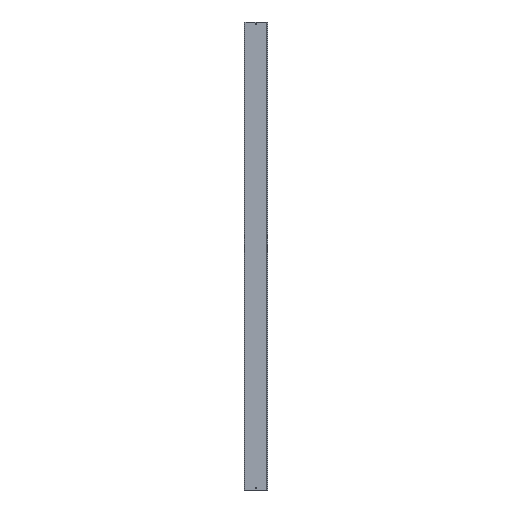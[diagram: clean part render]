
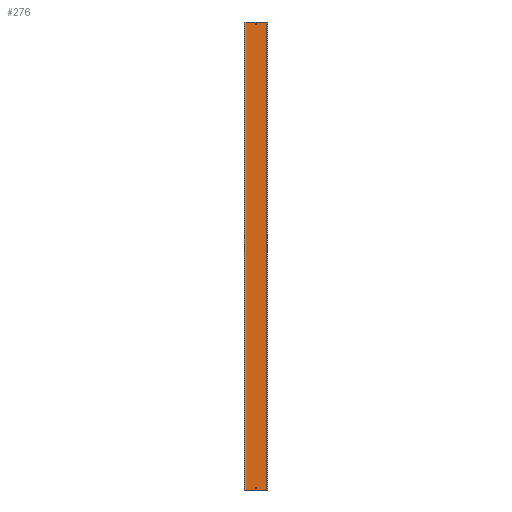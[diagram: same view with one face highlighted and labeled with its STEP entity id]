
A CAD part, front view. The second image highlights one B-rep face of the part: STEP entity #276.
In plain terms, the highlighted planar face has unit normal (0, -1, 0).
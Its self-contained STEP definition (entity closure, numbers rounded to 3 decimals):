
#22 = DIRECTION ( 'NONE',  ( 0., 0., 1. ) ) ;
#34 = VECTOR ( 'NONE', #546, 1000. ) ;
#35 = VERTEX_POINT ( 'NONE', #145 ) ;
#57 = VECTOR ( 'NONE', #449, 1000. ) ;
#61 = PLANE ( 'NONE',  #412 ) ;
#64 = CARTESIAN_POINT ( 'NONE',  ( 0., -1.5, -1486. ) ) ;
#70 = CARTESIAN_POINT ( 'NONE',  ( 0., -1.5, 1486. ) ) ;
#71 = ORIENTED_EDGE ( 'NONE', *, *, #78, .F. ) ;
#72 = DIRECTION ( 'NONE',  ( 0., 0., 1. ) ) ;
#78 = EDGE_CURVE ( 'NONE', #268, #217, #582, .T. ) ;
#88 = CARTESIAN_POINT ( 'NONE',  ( 0., -1.5, -1486. ) ) ;
#93 = ORIENTED_EDGE ( 'NONE', *, *, #447, .F. ) ;
#107 = LINE ( 'NONE', #400, #57 ) ;
#109 = CARTESIAN_POINT ( 'NONE',  ( 0., -1.5, -1488.75 ) ) ;
#111 = ORIENTED_EDGE ( 'NONE', *, *, #167, .T. ) ;
#112 = DIRECTION ( 'NONE',  ( 0., 0., -1. ) ) ;
#116 = CARTESIAN_POINT ( 'NONE',  ( -67.148, -1.5, 1500. ) ) ;
#121 = VERTEX_POINT ( 'NONE', #296 ) ;
#144 = DIRECTION ( 'NONE',  ( 0., 0., 1. ) ) ;
#145 = CARTESIAN_POINT ( 'NONE',  ( -67.148, -1.5, -1500. ) ) ;
#153 = DIRECTION ( 'NONE',  ( 0., 0., 1. ) ) ;
#162 = DIRECTION ( 'NONE',  ( 0., -1., 0. ) ) ;
#167 = EDGE_CURVE ( 'NONE', #561, #35, #434, .T. ) ;
#169 = CARTESIAN_POINT ( 'NONE',  ( -67.148, -1.5, 1500. ) ) ;
#171 = DIRECTION ( 'NONE',  ( 0., 0., 1. ) ) ;
#180 = AXIS2_PLACEMENT_3D ( 'NONE', #70, #162, #153 ) ;
#191 = ORIENTED_EDGE ( 'NONE', *, *, #411, .F. ) ;
#207 = FACE_OUTER_BOUND ( 'NONE', #418, .T. ) ;
#211 = VERTEX_POINT ( 'NONE', #109 ) ;
#217 = VERTEX_POINT ( 'NONE', #579 ) ;
#230 = ORIENTED_EDGE ( 'NONE', *, *, #247, .F. ) ;
#238 = CIRCLE ( 'NONE', #374, 2.75 ) ;
#247 = EDGE_CURVE ( 'NONE', #121, #572, #300, .T. ) ;
#255 = DIRECTION ( 'NONE',  ( 0., -1., 0. ) ) ;
#259 = EDGE_CURVE ( 'NONE', #269, #211, #238, .T. ) ;
#266 = EDGE_LOOP ( 'NONE', ( #71, #191 ) ) ;
#268 = VERTEX_POINT ( 'NONE', #583 ) ;
#269 = VERTEX_POINT ( 'NONE', #307 ) ;
#272 = CARTESIAN_POINT ( 'NONE',  ( 0., -1.5, 1486. ) ) ;
#276 = ADVANCED_FACE ( 'NONE', ( #348, #589, #207 ), #61, .F. ) ;
#293 = CARTESIAN_POINT ( 'NONE',  ( 69., -1.5, 1500. ) ) ;
#296 = CARTESIAN_POINT ( 'NONE',  ( 67.148, -1.5, 1500. ) ) ;
#298 = AXIS2_PLACEMENT_3D ( 'NONE', #88, #529, #72 ) ;
#300 = LINE ( 'NONE', #408, #313 ) ;
#307 = CARTESIAN_POINT ( 'NONE',  ( 0., -1.5, -1483.25 ) ) ;
#313 = VECTOR ( 'NONE', #112, 1000. ) ;
#320 = AXIS2_PLACEMENT_3D ( 'NONE', #272, #459, #144 ) ;
#348 = FACE_BOUND ( 'NONE', #421, .T. ) ;
#354 = CARTESIAN_POINT ( 'NONE',  ( 69., -1.5, 1500. ) ) ;
#362 = CARTESIAN_POINT ( 'NONE',  ( 67.148, -1.5, -1500. ) ) ;
#374 = AXIS2_PLACEMENT_3D ( 'NONE', #64, #255, #171 ) ;
#400 = CARTESIAN_POINT ( 'NONE',  ( 69., -1.5, -1500. ) ) ;
#408 = CARTESIAN_POINT ( 'NONE',  ( 67.148, -1.5, 1500. ) ) ;
#410 = LINE ( 'NONE', #293, #34 ) ;
#411 = EDGE_CURVE ( 'NONE', #217, #268, #578, .T. ) ;
#412 = AXIS2_PLACEMENT_3D ( 'NONE', #354, #538, #22 ) ;
#418 = EDGE_LOOP ( 'NONE', ( #452, #230, #610, #111 ) ) ;
#421 = EDGE_LOOP ( 'NONE', ( #528, #93 ) ) ;
#431 = DIRECTION ( 'NONE',  ( 0., 0., -1. ) ) ;
#434 = LINE ( 'NONE', #116, #518 ) ;
#447 = EDGE_CURVE ( 'NONE', #211, #269, #472, .T. ) ;
#449 = DIRECTION ( 'NONE',  ( 1., 0., 0. ) ) ;
#452 = ORIENTED_EDGE ( 'NONE', *, *, #474, .T. ) ;
#459 = DIRECTION ( 'NONE',  ( 0., -1., 0. ) ) ;
#472 = CIRCLE ( 'NONE', #298, 2.75 ) ;
#474 = EDGE_CURVE ( 'NONE', #35, #572, #107, .T. ) ;
#518 = VECTOR ( 'NONE', #431, 1000. ) ;
#528 = ORIENTED_EDGE ( 'NONE', *, *, #259, .F. ) ;
#529 = DIRECTION ( 'NONE',  ( 0., -1., 0. ) ) ;
#538 = DIRECTION ( 'NONE',  ( 0., 1., 0. ) ) ;
#546 = DIRECTION ( 'NONE',  ( 1., 0., 0. ) ) ;
#561 = VERTEX_POINT ( 'NONE', #169 ) ;
#572 = VERTEX_POINT ( 'NONE', #362 ) ;
#573 = EDGE_CURVE ( 'NONE', #561, #121, #410, .T. ) ;
#578 = CIRCLE ( 'NONE', #320, 2.75 ) ;
#579 = CARTESIAN_POINT ( 'NONE',  ( 0., -1.5, 1483.25 ) ) ;
#582 = CIRCLE ( 'NONE', #180, 2.75 ) ;
#583 = CARTESIAN_POINT ( 'NONE',  ( 0., -1.5, 1488.75 ) ) ;
#589 = FACE_BOUND ( 'NONE', #266, .T. ) ;
#610 = ORIENTED_EDGE ( 'NONE', *, *, #573, .F. ) ;
